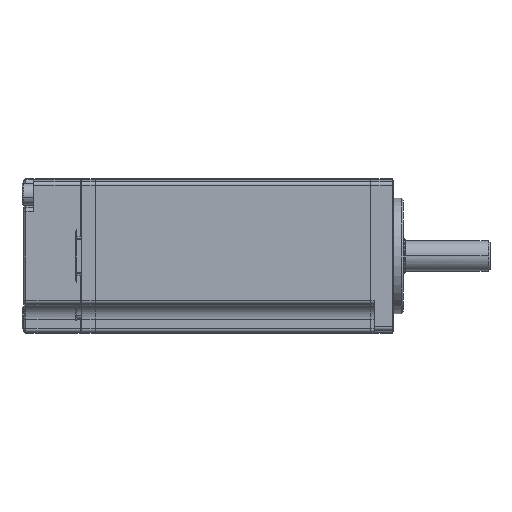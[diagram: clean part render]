
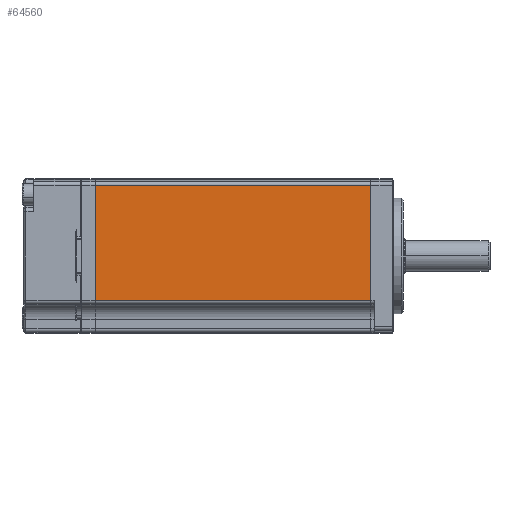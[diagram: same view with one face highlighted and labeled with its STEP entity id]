
A CAD part, front view. The second image highlights one B-rep face of the part: STEP entity #64560.
In plain terms, the highlighted planar face has unit normal (0, -1, 0).
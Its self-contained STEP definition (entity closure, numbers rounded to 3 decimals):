
#171 = VECTOR ( 'NONE', #30834, 1000. ) ;
#2528 = VECTOR ( 'NONE', #24013, 1000. ) ;
#2546 = AXIS2_PLACEMENT_3D ( 'NONE', #31600, #13825, #19323 ) ;
#2906 = CARTESIAN_POINT ( 'NONE',  ( 5.767, 5.573, 23.442 ) ) ;
#3121 = EDGE_CURVE ( 'NONE', #19489, #46126, #55016, .T. ) ;
#3875 = ORIENTED_EDGE ( 'NONE', *, *, #38556, .F. ) ;
#6078 = LINE ( 'NONE', #35253, #2528 ) ;
#7575 = CARTESIAN_POINT ( 'NONE',  ( -65.733, 5.573, 53.339 ) ) ;
#8650 = VERTEX_POINT ( 'NONE', #2906 ) ;
#13825 = DIRECTION ( 'NONE',  ( 0., 1., 0. ) ) ;
#19323 = DIRECTION ( 'NONE',  ( -1., 0., 0. ) ) ;
#19336 = DIRECTION ( 'NONE',  ( 0., 0., -1. ) ) ;
#19489 = VERTEX_POINT ( 'NONE', #7575 ) ;
#22269 = LINE ( 'NONE', #70558, #41948 ) ;
#22792 = VERTEX_POINT ( 'NONE', #72761 ) ;
#23431 = CARTESIAN_POINT ( 'NONE',  ( -65.733, 5.573, 53.339 ) ) ;
#24013 = DIRECTION ( 'NONE',  ( 0., 0., -1. ) ) ;
#27319 = VECTOR ( 'NONE', #63412, 1000. ) ;
#30834 = DIRECTION ( 'NONE',  ( 1., 0., 0. ) ) ;
#31600 = CARTESIAN_POINT ( 'NONE',  ( 5.767, 5.573, 14.942 ) ) ;
#35253 = CARTESIAN_POINT ( 'NONE',  ( 5.767, 5.573, 14.942 ) ) ;
#38556 = EDGE_CURVE ( 'NONE', #46126, #8650, #6078, .T. ) ;
#39562 = LINE ( 'NONE', #65281, #171 ) ;
#41948 = VECTOR ( 'NONE', #19336, 1000. ) ;
#43287 = ORIENTED_EDGE ( 'NONE', *, *, #59446, .T. ) ;
#45176 = FACE_OUTER_BOUND ( 'NONE', #65741, .T. ) ;
#45848 = ORIENTED_EDGE ( 'NONE', *, *, #61970, .T. ) ;
#46126 = VERTEX_POINT ( 'NONE', #63720 ) ;
#47854 = PLANE ( 'NONE',  #2546 ) ;
#55016 = LINE ( 'NONE', #23431, #27319 ) ;
#59446 = EDGE_CURVE ( 'NONE', #22792, #8650, #39562, .T. ) ;
#61970 = EDGE_CURVE ( 'NONE', #19489, #22792, #22269, .T. ) ;
#62905 = ORIENTED_EDGE ( 'NONE', *, *, #3121, .F. ) ;
#63412 = DIRECTION ( 'NONE',  ( 1., 0., 0. ) ) ;
#63720 = CARTESIAN_POINT ( 'NONE',  ( 5.767, 5.573, 53.339 ) ) ;
#64560 = ADVANCED_FACE ( 'NONE', ( #45176 ), #47854, .F. ) ;
#65281 = CARTESIAN_POINT ( 'NONE',  ( 5.767, 5.573, 23.442 ) ) ;
#65741 = EDGE_LOOP ( 'NONE', ( #3875, #62905, #45848, #43287 ) ) ;
#70558 = CARTESIAN_POINT ( 'NONE',  ( -65.733, 5.573, 14.942 ) ) ;
#72761 = CARTESIAN_POINT ( 'NONE',  ( -65.733, 5.573, 23.442 ) ) ;
